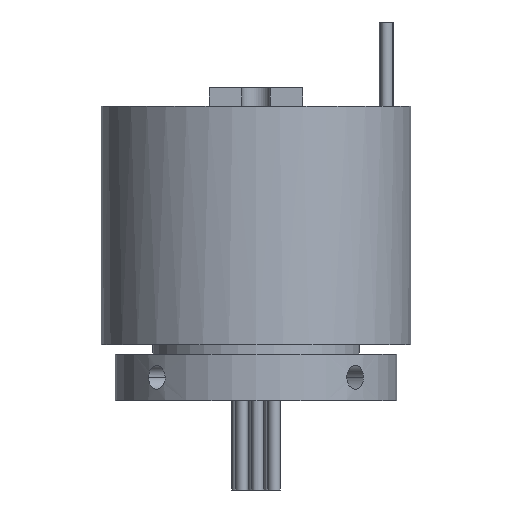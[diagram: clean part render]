
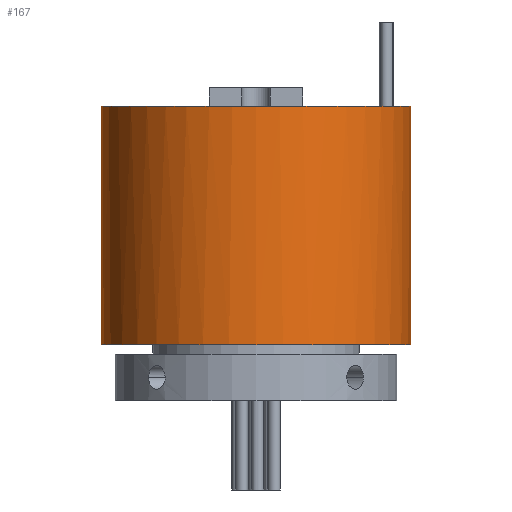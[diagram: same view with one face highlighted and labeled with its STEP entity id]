
A CAD part, front view. The second image highlights one B-rep face of the part: STEP entity #167.
In plain terms, the highlighted cylindrical face has radius 16.5 mm (diameter 33 mm), a partial arc.
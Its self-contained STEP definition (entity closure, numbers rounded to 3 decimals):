
#11 = EDGE_CURVE ( 'NONE', #606, #1366, #14, .T. ) ;
#14 = LINE ( 'NONE', #66, #2967 ) ;
#66 = CARTESIAN_POINT ( 'NONE',  ( 16.5, 0., 31.4 ) ) ;
#97 = VECTOR ( 'NONE', #1378, 1000. ) ;
#167 = ADVANCED_FACE ( 'NONE', ( #230 ), #3178, .T. ) ;
#230 = FACE_OUTER_BOUND ( 'NONE', #2874, .T. ) ;
#303 = AXIS2_PLACEMENT_3D ( 'NONE', #483, #2311, #344 ) ;
#344 = DIRECTION ( 'NONE',  ( -1., 0., 0. ) ) ;
#350 = CIRCLE ( 'NONE', #1291, 16.5 ) ;
#378 = DIRECTION ( 'NONE',  ( 0., 0., 1. ) ) ;
#483 = CARTESIAN_POINT ( 'NONE',  ( 0., 0., 31.4 ) ) ;
#505 = VERTEX_POINT ( 'NONE', #3389 ) ;
#537 = CIRCLE ( 'NONE', #1028, 16.5 ) ;
#563 = DIRECTION ( 'NONE',  ( 0., 0., 1. ) ) ;
#606 = VERTEX_POINT ( 'NONE', #2432 ) ;
#627 = AXIS2_PLACEMENT_3D ( 'NONE', #2263, #563, #2569 ) ;
#782 = VERTEX_POINT ( 'NONE', #2627 ) ;
#813 = DIRECTION ( 'NONE',  ( 0., 0., 1. ) ) ;
#856 = ORIENTED_EDGE ( 'NONE', *, *, #1852, .F. ) ;
#888 = ORIENTED_EDGE ( 'NONE', *, *, #2164, .T. ) ;
#942 = CARTESIAN_POINT ( 'NONE',  ( 16.5, 0., 6. ) ) ;
#1028 = AXIS2_PLACEMENT_3D ( 'NONE', #2531, #813, #2833 ) ;
#1039 = VERTEX_POINT ( 'NONE', #2868 ) ;
#1291 = AXIS2_PLACEMENT_3D ( 'NONE', #2064, #378, #2359 ) ;
#1345 = ORIENTED_EDGE ( 'NONE', *, *, #11, .F. ) ;
#1366 = VERTEX_POINT ( 'NONE', #942 ) ;
#1378 = DIRECTION ( 'NONE',  ( 0., 0., -1. ) ) ;
#1514 = ORIENTED_EDGE ( 'NONE', *, *, #2094, .F. ) ;
#1567 = CARTESIAN_POINT ( 'NONE',  ( 0., 0., 31.4 ) ) ;
#1691 = ORIENTED_EDGE ( 'NONE', *, *, #2284, .F. ) ;
#1843 = DIRECTION ( 'NONE',  ( 1., 0., 0. ) ) ;
#1852 = EDGE_CURVE ( 'NONE', #3642, #505, #3177, .T. ) ;
#2064 = CARTESIAN_POINT ( 'NONE',  ( 0., 0., 6. ) ) ;
#2094 = EDGE_CURVE ( 'NONE', #505, #782, #537, .T. ) ;
#2164 = EDGE_CURVE ( 'NONE', #3642, #1039, #3134, .T. ) ;
#2236 = AXIS2_PLACEMENT_3D ( 'NONE', #1567, #3570, #1843 ) ;
#2263 = CARTESIAN_POINT ( 'NONE',  ( 0., 0., 31.4 ) ) ;
#2284 = EDGE_CURVE ( 'NONE', #782, #606, #3609, .T. ) ;
#2311 = DIRECTION ( 'NONE',  ( 0., 0., -1. ) ) ;
#2359 = DIRECTION ( 'NONE',  ( 1., 0., 0. ) ) ;
#2362 = DIRECTION ( 'NONE',  ( 0., 0., -1. ) ) ;
#2432 = CARTESIAN_POINT ( 'NONE',  ( 16.5, 0., 31.4 ) ) ;
#2531 = CARTESIAN_POINT ( 'NONE',  ( 0., 0., 31.4 ) ) ;
#2569 = DIRECTION ( 'NONE',  ( 1., 0., 0. ) ) ;
#2627 = CARTESIAN_POINT ( 'NONE',  ( 5., -15.724, 31.4 ) ) ;
#2833 = DIRECTION ( 'NONE',  ( 1., 0., 0. ) ) ;
#2868 = CARTESIAN_POINT ( 'NONE',  ( -16.5, 0., 6. ) ) ;
#2874 = EDGE_LOOP ( 'NONE', ( #1345, #1691, #1514, #856, #888, #3526 ) ) ;
#2967 = VECTOR ( 'NONE', #2362, 1000. ) ;
#2993 = CARTESIAN_POINT ( 'NONE',  ( -16.5, 0., 31.4 ) ) ;
#3107 = CARTESIAN_POINT ( 'NONE',  ( -16.5, 0., 31.4 ) ) ;
#3134 = LINE ( 'NONE', #3107, #97 ) ;
#3177 = CIRCLE ( 'NONE', #2236, 16.5 ) ;
#3178 = CYLINDRICAL_SURFACE ( 'NONE', #303, 16.5 ) ;
#3305 = EDGE_CURVE ( 'NONE', #1039, #1366, #350, .T. ) ;
#3389 = CARTESIAN_POINT ( 'NONE',  ( -5., -15.724, 31.4 ) ) ;
#3526 = ORIENTED_EDGE ( 'NONE', *, *, #3305, .T. ) ;
#3570 = DIRECTION ( 'NONE',  ( 0., 0., 1. ) ) ;
#3609 = CIRCLE ( 'NONE', #627, 16.5 ) ;
#3642 = VERTEX_POINT ( 'NONE', #2993 ) ;
